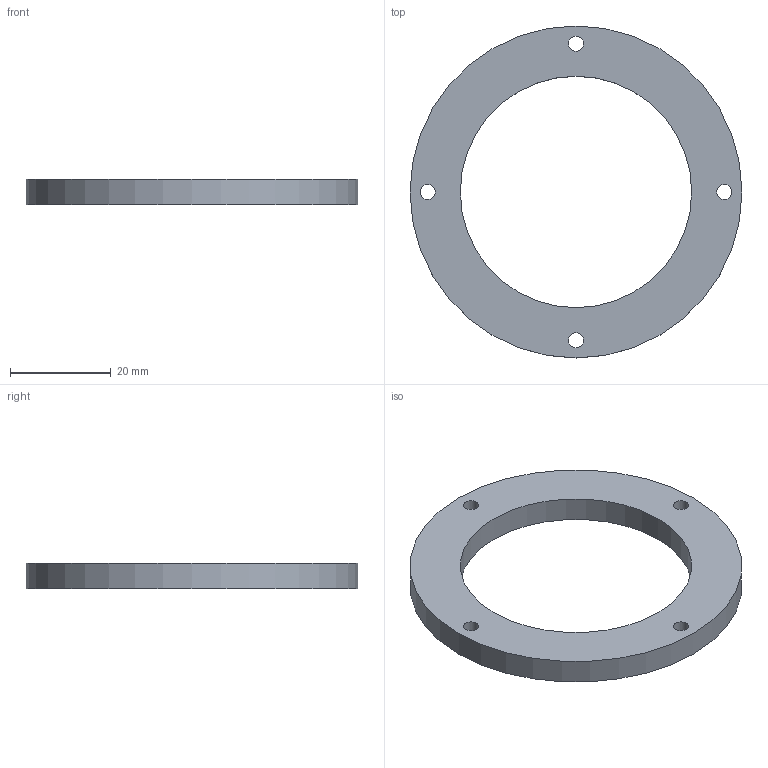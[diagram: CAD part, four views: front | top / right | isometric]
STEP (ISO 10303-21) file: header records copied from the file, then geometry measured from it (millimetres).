
FILE_DESCRIPTION(('STEP AP203'), '1');
FILE_NAME('Bearing_cover', '', ('UNSPECIFIED'), ('UNSPECIFIED'), 'C3D Converter', 'C3D Toolkit', '');
FILE_SCHEMA(('CONFIG_CONTROL_DESIGN'));
Length unit declared in the file: millimetre
Bounding box: 66 x 66 x 5 mm (x, y, z)
Volume: 8655.1 mm3; surface area: 5409.8 mm2
Topology: 1 solids, 1 shells, 8 faces, 18 edges, 12 vertices
Faces by surface type: cylinder 6, plane 2
Full cylindrical faces by diameter (mm): 3 x4, 46 x1, 66 x1
Entity records: 328 total; most frequent: DIRECTION 42, CARTESIAN_POINT 33, EDGE_LOOP 24, ORIENTED_EDGE 24, AXIS2_PLACEMENT_3D 21, FACE_OUTER_BOUND 12, FACE_BOUND 12, EDGE_CURVE 12
